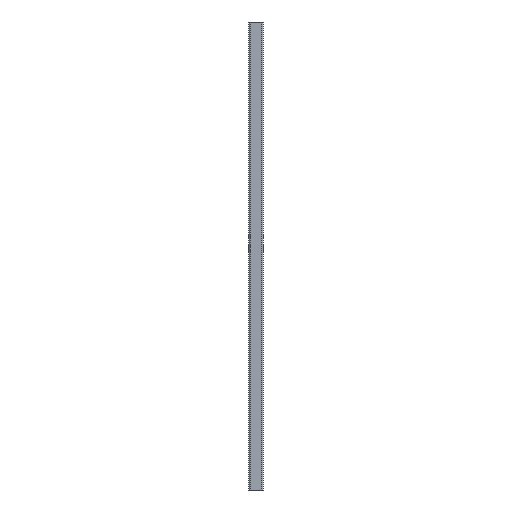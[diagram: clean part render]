
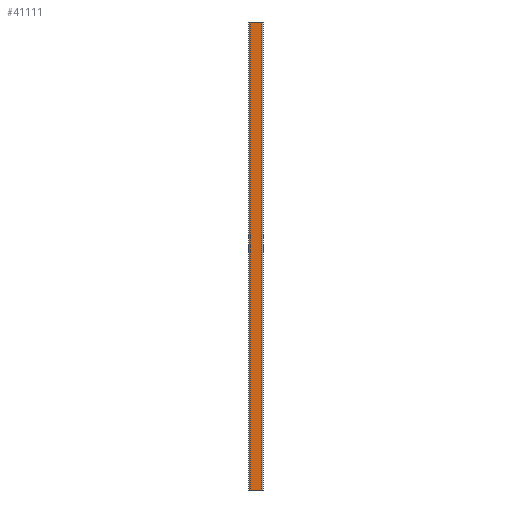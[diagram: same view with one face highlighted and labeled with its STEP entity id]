
A CAD part, front view. The second image highlights one B-rep face of the part: STEP entity #41111.
In plain terms, the highlighted planar face has unit normal (0, -1, 0).
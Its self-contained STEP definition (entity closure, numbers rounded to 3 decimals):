
#1147 = DIRECTION ( 'NONE',  ( 1., 0., 0. ) ) ;
#1382 = EDGE_LOOP ( 'NONE', ( #39822, #12869, #29993, #25179 ) ) ;
#6950 = LINE ( 'NONE', #46317, #37778 ) ;
#9779 = CARTESIAN_POINT ( 'NONE',  ( 0., 0., 1000. ) ) ;
#11675 = AXIS2_PLACEMENT_3D ( 'NONE', #9779, #13058, #38129 ) ;
#12107 = DIRECTION ( 'NONE',  ( 0., 0., -1. ) ) ;
#12220 = VECTOR ( 'NONE', #1147, 1000. ) ;
#12869 = ORIENTED_EDGE ( 'NONE', *, *, #37241, .T. ) ;
#13058 = DIRECTION ( 'NONE',  ( 0., 1., 0. ) ) ;
#13302 = FACE_OUTER_BOUND ( 'NONE', #1382, .T. ) ;
#14237 = DIRECTION ( 'NONE',  ( 0., 0., -1. ) ) ;
#16467 = EDGE_CURVE ( 'NONE', #24526, #28532, #18078, .T. ) ;
#18078 = LINE ( 'NONE', #39140, #18674 ) ;
#18674 = VECTOR ( 'NONE', #25095, 1000. ) ;
#21231 = VERTEX_POINT ( 'NONE', #44445 ) ;
#21793 = CARTESIAN_POINT ( 'NONE',  ( 12., 0., 1000. ) ) ;
#22473 = LINE ( 'NONE', #33231, #12220 ) ;
#24526 = VERTEX_POINT ( 'NONE', #29383 ) ;
#25095 = DIRECTION ( 'NONE',  ( 1., 0., 0. ) ) ;
#25179 = ORIENTED_EDGE ( 'NONE', *, *, #33935, .F. ) ;
#28532 = VERTEX_POINT ( 'NONE', #21793 ) ;
#29383 = CARTESIAN_POINT ( 'NONE',  ( -12., 0., 1000. ) ) ;
#29993 = ORIENTED_EDGE ( 'NONE', *, *, #30422, .T. ) ;
#30422 = EDGE_CURVE ( 'NONE', #21231, #39609, #22473, .T. ) ;
#30661 = PLANE ( 'NONE',  #11675 ) ;
#33231 = CARTESIAN_POINT ( 'NONE',  ( 0., 0., 0. ) ) ;
#33935 = EDGE_CURVE ( 'NONE', #28532, #39609, #41143, .T. ) ;
#37241 = EDGE_CURVE ( 'NONE', #24526, #21231, #6950, .T. ) ;
#37778 = VECTOR ( 'NONE', #14237, 1000. ) ;
#38129 = DIRECTION ( 'NONE',  ( -1., 0., 0. ) ) ;
#39140 = CARTESIAN_POINT ( 'NONE',  ( 0., 0., 1000. ) ) ;
#39609 = VERTEX_POINT ( 'NONE', #43967 ) ;
#39822 = ORIENTED_EDGE ( 'NONE', *, *, #16467, .F. ) ;
#40092 = VECTOR ( 'NONE', #12107, 1000. ) ;
#41111 = ADVANCED_FACE ( 'NONE', ( #13302 ), #30661, .F. ) ;
#41143 = LINE ( 'NONE', #44393, #40092 ) ;
#43967 = CARTESIAN_POINT ( 'NONE',  ( 12., 0., 0. ) ) ;
#44393 = CARTESIAN_POINT ( 'NONE',  ( 12., 0., 1000. ) ) ;
#44445 = CARTESIAN_POINT ( 'NONE',  ( -12., 0., 0. ) ) ;
#46317 = CARTESIAN_POINT ( 'NONE',  ( -12., 0., 1000. ) ) ;
